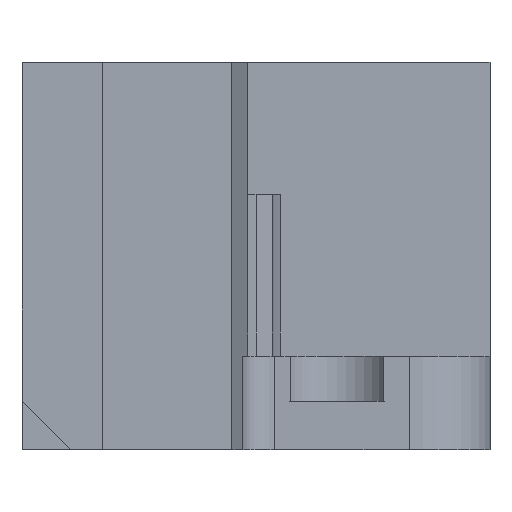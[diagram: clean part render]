
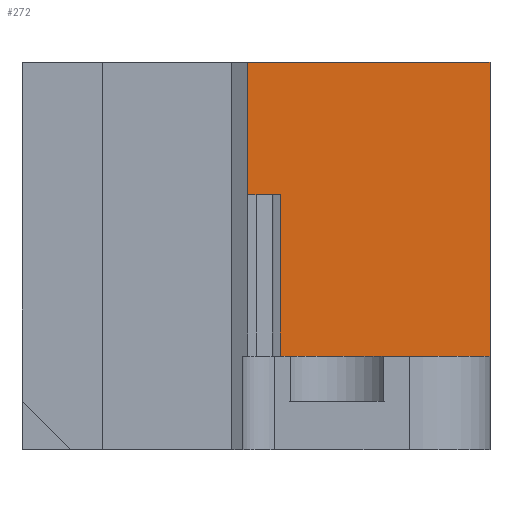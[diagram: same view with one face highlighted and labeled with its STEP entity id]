
A CAD part, left-side view. The second image highlights one B-rep face of the part: STEP entity #272.
In plain terms, the highlighted planar face has unit normal (-1, 0, 0).
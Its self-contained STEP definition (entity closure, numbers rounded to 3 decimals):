
#32 = VERTEX_POINT('',#33);
#33 = CARTESIAN_POINT('',(101.,-29.5,24.));
#40 = EDGE_CURVE('',#32,#41,#43,.T.);
#41 = VERTEX_POINT('',#42);
#42 = CARTESIAN_POINT('',(101.,-51.,24.));
#43 = LINE('',#44,#45);
#44 = CARTESIAN_POINT('',(101.,-27.5,24.));
#45 = VECTOR('',#46,1.);
#46 = DIRECTION('',(0.,-1.,0.));
#150 = EDGE_CURVE('',#151,#32,#153,.T.);
#151 = VERTEX_POINT('',#152);
#152 = CARTESIAN_POINT('',(101.,-29.5,5.8));
#153 = LINE('',#154,#155);
#154 = CARTESIAN_POINT('',(101.,-29.5,5.8));
#155 = VECTOR('',#156,1.);
#156 = DIRECTION('',(0.,0.,1.));
#272 = ADVANCED_FACE('',(#273),#307,.T.);
#273 = FACE_BOUND('',#274,.T.);
#274 = EDGE_LOOP('',(#275,#283,#291,#299,#305,#306));
#275 = ORIENTED_EDGE('',*,*,#276,.F.);
#276 = EDGE_CURVE('',#277,#151,#279,.T.);
#277 = VERTEX_POINT('',#278);
#278 = CARTESIAN_POINT('',(101.,-31.5,5.8));
#279 = LINE('',#280,#281);
#280 = CARTESIAN_POINT('',(101.,-51.,5.8));
#281 = VECTOR('',#282,1.);
#282 = DIRECTION('',(0.,1.,0.));
#283 = ORIENTED_EDGE('',*,*,#284,.F.);
#284 = EDGE_CURVE('',#285,#277,#287,.T.);
#285 = VERTEX_POINT('',#286);
#286 = CARTESIAN_POINT('',(101.,-41.5,5.8));
#287 = LINE('',#288,#289);
#288 = CARTESIAN_POINT('',(101.,-51.,5.8));
#289 = VECTOR('',#290,1.);
#290 = DIRECTION('',(0.,1.,0.));
#291 = ORIENTED_EDGE('',*,*,#292,.F.);
#292 = EDGE_CURVE('',#293,#285,#295,.T.);
#293 = VERTEX_POINT('',#294);
#294 = CARTESIAN_POINT('',(101.,-51.,5.8));
#295 = LINE('',#296,#297);
#296 = CARTESIAN_POINT('',(101.,-51.,5.8));
#297 = VECTOR('',#298,1.);
#298 = DIRECTION('',(0.,1.,0.));
#299 = ORIENTED_EDGE('',*,*,#300,.T.);
#300 = EDGE_CURVE('',#293,#41,#301,.T.);
#301 = LINE('',#302,#303);
#302 = CARTESIAN_POINT('',(101.,-51.,15.8));
#303 = VECTOR('',#304,1.);
#304 = DIRECTION('',(0.,0.,1.));
#305 = ORIENTED_EDGE('',*,*,#40,.F.);
#306 = ORIENTED_EDGE('',*,*,#150,.F.);
#307 = PLANE('',#308);
#308 = AXIS2_PLACEMENT_3D('',#309,#310,#311);
#309 = CARTESIAN_POINT('',(101.,-39.25,14.9));
#310 = DIRECTION('',(-1.,-0.,-0.));
#311 = DIRECTION('',(0.,0.,-1.));
